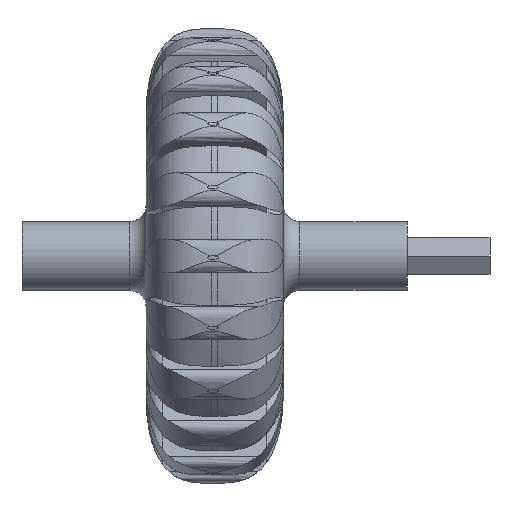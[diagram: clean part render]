
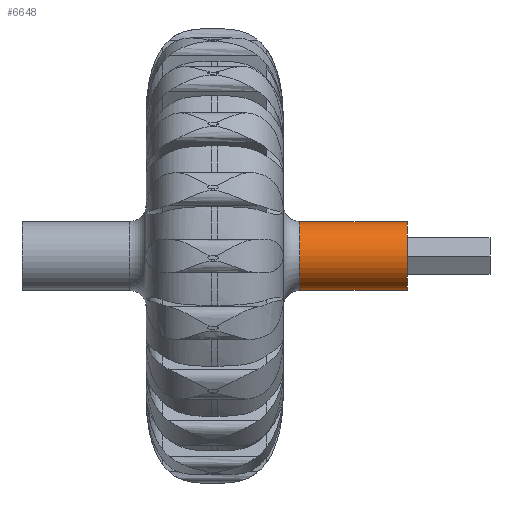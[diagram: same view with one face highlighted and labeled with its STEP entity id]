
A CAD part, front view. The second image highlights one B-rep face of the part: STEP entity #6648.
In plain terms, the highlighted cylindrical face has radius 2.08 mm (diameter 4.16 mm), a full revolution.
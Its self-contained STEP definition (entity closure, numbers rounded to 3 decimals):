
#785=FACE_OUTER_BOUND('',#1184,.T.);
#1184=EDGE_LOOP('',(#4594,#4595,#4596,#4597,#4598,#4599));
#1657=LINE('',#9466,#2028);
#2028=VECTOR('',#8071,2.08);
#2387=CIRCLE('',#7187,2.08);
#2388=CIRCLE('',#7188,2.08);
#2391=CIRCLE('',#7192,2.08);
#2392=CIRCLE('',#7193,2.08);
#2687=VERTEX_POINT('',#9454);
#2688=VERTEX_POINT('',#9455);
#2690=VERTEX_POINT('',#9462);
#2691=VERTEX_POINT('',#9463);
#3441=EDGE_CURVE('',#2687,#2688,#2387,.T.);
#3442=EDGE_CURVE('',#2688,#2687,#2388,.T.);
#3445=EDGE_CURVE('',#2690,#2691,#2391,.T.);
#3446=EDGE_CURVE('',#2691,#2690,#2392,.T.);
#3447=EDGE_CURVE('',#2691,#2688,#1657,.T.);
#4594=ORIENTED_EDGE('',*,*,#3445,.F.);
#4595=ORIENTED_EDGE('',*,*,#3446,.F.);
#4596=ORIENTED_EDGE('',*,*,#3447,.T.);
#4597=ORIENTED_EDGE('',*,*,#3441,.F.);
#4598=ORIENTED_EDGE('',*,*,#3442,.F.);
#4599=ORIENTED_EDGE('',*,*,#3447,.F.);
#6441=CYLINDRICAL_SURFACE('',#7191,2.08);
#6648=ADVANCED_FACE('',(#785),#6441,.T.);
#7187=AXIS2_PLACEMENT_3D('',#9456,#8057,#8058);
#7188=AXIS2_PLACEMENT_3D('',#9457,#8059,#8060);
#7191=AXIS2_PLACEMENT_3D('',#9461,#8065,#8066);
#7192=AXIS2_PLACEMENT_3D('',#9464,#8067,#8068);
#7193=AXIS2_PLACEMENT_3D('',#9465,#8069,#8070);
#8057=DIRECTION('center_axis',(-1.,0.,0.));
#8058=DIRECTION('ref_axis',(0.,0.,1.));
#8059=DIRECTION('center_axis',(-1.,0.,0.));
#8060=DIRECTION('ref_axis',(0.,0.,1.));
#8065=DIRECTION('center_axis',(1.,0.,0.));
#8066=DIRECTION('ref_axis',(0.,0.,-1.));
#8067=DIRECTION('center_axis',(1.,0.,0.));
#8068=DIRECTION('ref_axis',(0.,0.,-1.));
#8069=DIRECTION('center_axis',(1.,0.,0.));
#8070=DIRECTION('ref_axis',(0.,0.,-1.));
#8071=DIRECTION('',(-1.,0.,0.));
#9454=CARTESIAN_POINT('',(5.143,0.,-2.08));
#9455=CARTESIAN_POINT('',(5.143,0.,2.08));
#9456=CARTESIAN_POINT('Origin',(5.143,0.,0.));
#9457=CARTESIAN_POINT('Origin',(5.143,0.,0.));
#9461=CARTESIAN_POINT('Origin',(4.143,0.,0.));
#9462=CARTESIAN_POINT('',(11.643,0.,-2.08));
#9463=CARTESIAN_POINT('',(11.643,0.,2.08));
#9464=CARTESIAN_POINT('Origin',(11.643,0.,0.));
#9465=CARTESIAN_POINT('Origin',(11.643,0.,0.));
#9466=CARTESIAN_POINT('',(4.143,0.,2.08));
